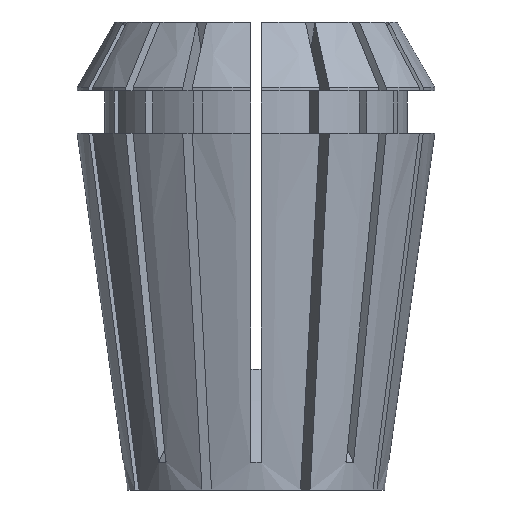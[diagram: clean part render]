
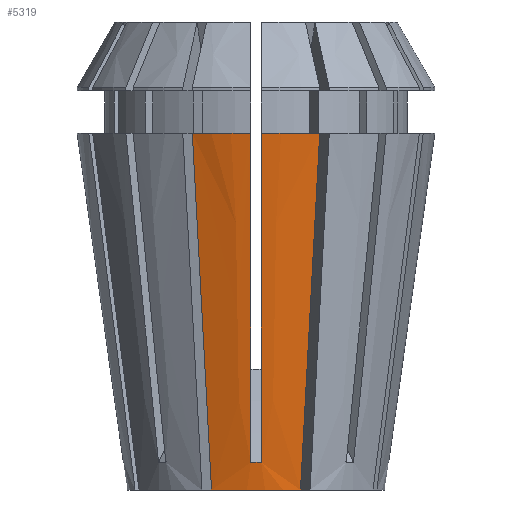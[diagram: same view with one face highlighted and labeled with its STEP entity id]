
A CAD part, left-side view. The second image highlights one B-rep face of the part: STEP entity #5319.
In plain terms, the highlighted conical face has half-angle 8 degrees and reference radius 9.36 mm.
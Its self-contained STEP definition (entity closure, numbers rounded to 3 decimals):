
#15 = CARTESIAN_POINT ( 'NONE',  ( -8.927, 3.292, 1.099 ) ) ;
#26 = ORIENTED_EDGE ( 'NONE', *, *, #3473, .T. ) ;
#48 = CARTESIAN_POINT ( 'NONE',  ( -10.192, 3.816, 10.832 ) ) ;
#85 = ORIENTED_EDGE ( 'NONE', *, *, #3777, .T. ) ;
#92 = ORIENTED_EDGE ( 'NONE', *, *, #3601, .F. ) ;
#159 = B_SPLINE_CURVE_WITH_KNOTS ( 'NONE', 3,
 ( #1529, #4029, #4429, #2791 ),
 .UNSPECIFIED., .F., .F.,
 ( 4, 4 ),
 ( 0., 0.001 ),
 .UNSPECIFIED. ) ;
#363 = CARTESIAN_POINT ( 'NONE',  ( -9.07, -3.351, 2.199 ) ) ;
#632 = CARTESIAN_POINT ( 'NONE',  ( -12.739, -0.375, 24.08 ) ) ;
#648 = CARTESIAN_POINT ( 'NONE',  ( -9.761, -0.375, 2.901 ) ) ;
#727 = CARTESIAN_POINT ( 'NONE',  ( -12.995, 0.375, 25.9 ) ) ;
#772 = CIRCLE ( 'NONE', #1559, 9.36 ) ;
#814 = ORIENTED_EDGE ( 'NONE', *, *, #4287, .T. ) ;
#838 = CARTESIAN_POINT ( 'NONE',  ( -9.213, 3.41, 3.298 ) ) ;
#873 = CARTESIAN_POINT ( 'NONE',  ( -8.784, 3.233, 0. ) ) ;
#936 = CARTESIAN_POINT ( 'NONE',  ( -9.824, 0.375, 3.348 ) ) ;
#943 = FACE_OUTER_BOUND ( 'NONE', #3718, .T. ) ;
#982 = DIRECTION ( 'NONE',  ( -1., 0., 0. ) ) ;
#1072 = CARTESIAN_POINT ( 'NONE',  ( -9.635, 0.375, 2.009 ) ) ;
#1233 = CARTESIAN_POINT ( 'NONE',  ( -9.07, 3.351, 2.199 ) ) ;
#1371 = DIRECTION ( 'NONE',  ( 0., 0., 1. ) ) ;
#1430 = CARTESIAN_POINT ( 'NONE',  ( -10.625, 0.375, 9.045 ) ) ;
#1440 = CARTESIAN_POINT ( 'NONE',  ( -9.635, -0.375, 2.009 ) ) ;
#1457 = CARTESIAN_POINT ( 'NONE',  ( -8.784, 3.233, 0. ) ) ;
#1494 = ORIENTED_EDGE ( 'NONE', *, *, #4743, .F. ) ;
#1529 = CARTESIAN_POINT ( 'NONE',  ( -9.635, 0.375, 2.009 ) ) ;
#1540 = CARTESIAN_POINT ( 'NONE',  ( 0., 0., 25.9 ) ) ;
#1559 = AXIS2_PLACEMENT_3D ( 'NONE', #2332, #2755, #1987 ) ;
#1564 = DIRECTION ( 'NONE',  ( -1., 0., 0. ) ) ;
#1620 = EDGE_CURVE ( 'NONE', #2525, #2890, #2360, .T. ) ;
#1630 = CARTESIAN_POINT ( 'NONE',  ( -12.149, -4.626, 25.9 ) ) ;
#1729 = CIRCLE ( 'NONE', #3670, 13. ) ;
#1748 = ORIENTED_EDGE ( 'NONE', *, *, #3447, .F. ) ;
#1750 = VERTEX_POINT ( 'NONE', #2154 ) ;
#1897 = CARTESIAN_POINT ( 'NONE',  ( -12.227, -0.375, 20.439 ) ) ;
#1926 = VERTEX_POINT ( 'NONE', #3144 ) ;
#1987 = DIRECTION ( 'NONE',  ( -1., 0., 0. ) ) ;
#2078 = CARTESIAN_POINT ( 'NONE',  ( -8.784, -3.233, 0. ) ) ;
#2137 = CARTESIAN_POINT ( 'NONE',  ( -11.426, 0.375, 14.742 ) ) ;
#2154 = CARTESIAN_POINT ( 'NONE',  ( -8.784, -3.233, 0. ) ) ;
#2289 = CARTESIAN_POINT ( 'NONE',  ( -9.698, 0.375, 2.455 ) ) ;
#2332 = CARTESIAN_POINT ( 'NONE',  ( 0., 0., 0. ) ) ;
#2360 = B_SPLINE_CURVE_WITH_KNOTS ( 'NONE', 3,
 ( #3374, #4537, #48, #838, #1233, #15, #873 ),
 .UNSPECIFIED., .F., .F.,
 ( 4, 3, 4 ),
 ( 0., 0.023, 0.026 ),
 .UNSPECIFIED. ) ;
#2384 = B_SPLINE_CURVE_WITH_KNOTS ( 'NONE', 3,
 ( #1630, #2500, #4079, #4501, #363, #2823, #2078 ),
 .UNSPECIFIED., .F., .F.,
 ( 4, 3, 4 ),
 ( 0., 0.023, 0.026 ),
 .UNSPECIFIED. ) ;
#2500 = CARTESIAN_POINT ( 'NONE',  ( -11.171, -4.221, 18.366 ) ) ;
#2525 = VERTEX_POINT ( 'NONE', #3308 ) ;
#2711 = CARTESIAN_POINT ( 'NONE',  ( -9.698, -0.375, 2.455 ) ) ;
#2740 = CARTESIAN_POINT ( 'NONE',  ( -9.824, -0.375, 3.348 ) ) ;
#2755 = DIRECTION ( 'NONE',  ( 0., 0., -1. ) ) ;
#2791 = CARTESIAN_POINT ( 'NONE',  ( -9.635, -0.375, 2.009 ) ) ;
#2823 = CARTESIAN_POINT ( 'NONE',  ( -8.927, -3.292, 1.099 ) ) ;
#2890 = VERTEX_POINT ( 'NONE', #1457 ) ;
#2956 = EDGE_CURVE ( 'NONE', #4813, #5181, #159, .T. ) ;
#3144 = CARTESIAN_POINT ( 'NONE',  ( -12.995, -0.375, 25.9 ) ) ;
#3219 = B_SPLINE_CURVE_WITH_KNOTS ( 'NONE', 3,
 ( #3859, #632, #3571, #1897, #3553, #4804, #2740, #648, #2711, #1440 ),
 .UNSPECIFIED., .F., .F.,
 ( 4, 3, 3, 4 ),
 ( 0.049, 0.055, 0.072, 0.073 ),
 .UNSPECIFIED. ) ;
#3308 = CARTESIAN_POINT ( 'NONE',  ( -12.149, 4.626, 25.9 ) ) ;
#3374 = CARTESIAN_POINT ( 'NONE',  ( -12.149, 4.626, 25.9 ) ) ;
#3447 = EDGE_CURVE ( 'NONE', #1750, #2890, #772, .T. ) ;
#3473 = EDGE_CURVE ( 'NONE', #4799, #1926, #4707, .T. ) ;
#3541 = CARTESIAN_POINT ( 'NONE',  ( -9.635, 0.375, 2.009 ) ) ;
#3553 = CARTESIAN_POINT ( 'NONE',  ( -11.426, -0.375, 14.742 ) ) ;
#3571 = CARTESIAN_POINT ( 'NONE',  ( -12.483, -0.375, 22.259 ) ) ;
#3601 = EDGE_CURVE ( 'NONE', #4799, #1750, #2384, .T. ) ;
#3670 = AXIS2_PLACEMENT_3D ( 'NONE', #4240, #3843, #982 ) ;
#3718 = EDGE_LOOP ( 'NONE', ( #85, #4827, #1748, #92, #26, #814, #4279, #1494 ) ) ;
#3774 = CARTESIAN_POINT ( 'NONE',  ( -12.995, 0.375, 25.9 ) ) ;
#3777 = EDGE_CURVE ( 'NONE', #4494, #2525, #1729, .T. ) ;
#3838 = DIRECTION ( 'NONE',  ( 1., 0., 0. ) ) ;
#3843 = DIRECTION ( 'NONE',  ( 0., 0., -1. ) ) ;
#3856 = CARTESIAN_POINT ( 'NONE',  ( 0., 0., 0. ) ) ;
#3859 = CARTESIAN_POINT ( 'NONE',  ( -12.995, -0.375, 25.9 ) ) ;
#3927 = CARTESIAN_POINT ( 'NONE',  ( -12.149, -4.626, 25.9 ) ) ;
#3966 = DIRECTION ( 'NONE',  ( 0., 0., -1. ) ) ;
#3998 = B_SPLINE_CURVE_WITH_KNOTS ( 'NONE', 3,
 ( #3774, #4182, #4976, #4604, #2137, #1430, #936, #5207, #2289, #1072 ),
 .UNSPECIFIED., .F., .F.,
 ( 4, 3, 3, 4 ),
 ( 0.049, 0.055, 0.072, 0.073 ),
 .UNSPECIFIED. ) ;
#4029 = CARTESIAN_POINT ( 'NONE',  ( -9.643, 0.125, 1.997 ) ) ;
#4079 = CARTESIAN_POINT ( 'NONE',  ( -10.192, -3.816, 10.832 ) ) ;
#4182 = CARTESIAN_POINT ( 'NONE',  ( -12.739, 0.375, 24.08 ) ) ;
#4240 = CARTESIAN_POINT ( 'NONE',  ( 0., 0., 25.9 ) ) ;
#4279 = ORIENTED_EDGE ( 'NONE', *, *, #2956, .F. ) ;
#4287 = EDGE_CURVE ( 'NONE', #1926, #5181, #3219, .T. ) ;
#4429 = CARTESIAN_POINT ( 'NONE',  ( -9.643, -0.125, 1.997 ) ) ;
#4494 = VERTEX_POINT ( 'NONE', #727 ) ;
#4501 = CARTESIAN_POINT ( 'NONE',  ( -9.213, -3.41, 3.298 ) ) ;
#4537 = CARTESIAN_POINT ( 'NONE',  ( -11.171, 4.221, 18.366 ) ) ;
#4604 = CARTESIAN_POINT ( 'NONE',  ( -12.227, 0.375, 20.439 ) ) ;
#4653 = CARTESIAN_POINT ( 'NONE',  ( -9.635, -0.375, 2.009 ) ) ;
#4707 = CIRCLE ( 'NONE', #4708, 13. ) ;
#4708 = AXIS2_PLACEMENT_3D ( 'NONE', #1540, #3966, #1564 ) ;
#4743 = EDGE_CURVE ( 'NONE', #4494, #4813, #3998, .T. ) ;
#4799 = VERTEX_POINT ( 'NONE', #3927 ) ;
#4804 = CARTESIAN_POINT ( 'NONE',  ( -10.625, -0.375, 9.045 ) ) ;
#4813 = VERTEX_POINT ( 'NONE', #3541 ) ;
#4827 = ORIENTED_EDGE ( 'NONE', *, *, #1620, .T. ) ;
#4881 = CONICAL_SURFACE ( 'NONE', #4912, 9.36, 0.14 ) ;
#4912 = AXIS2_PLACEMENT_3D ( 'NONE', #3856, #1371, #3838 ) ;
#4976 = CARTESIAN_POINT ( 'NONE',  ( -12.483, 0.375, 22.259 ) ) ;
#5181 = VERTEX_POINT ( 'NONE', #4653 ) ;
#5207 = CARTESIAN_POINT ( 'NONE',  ( -9.761, 0.375, 2.901 ) ) ;
#5319 = ADVANCED_FACE ( 'NONE', ( #943 ), #4881, .T. ) ;
